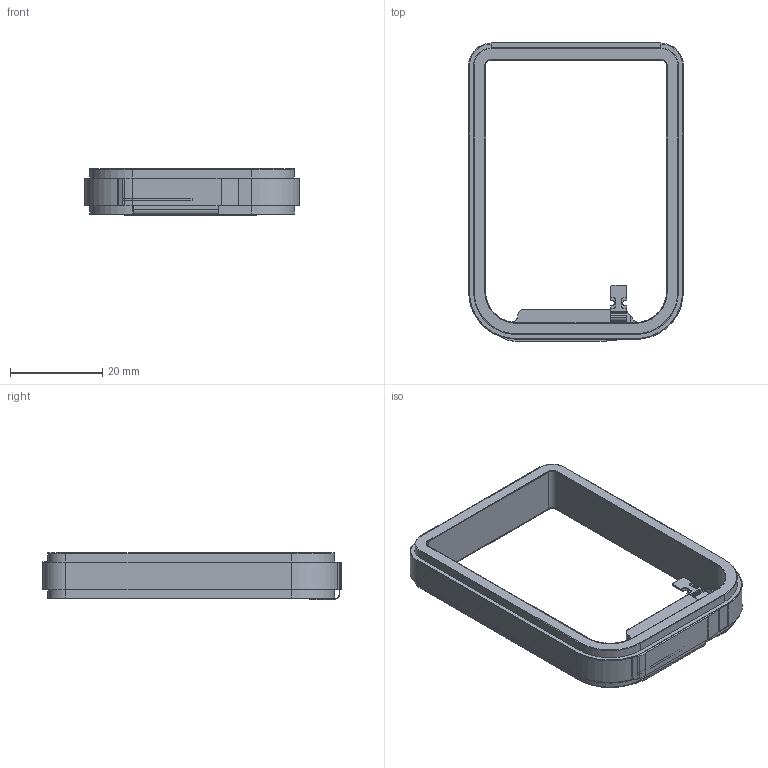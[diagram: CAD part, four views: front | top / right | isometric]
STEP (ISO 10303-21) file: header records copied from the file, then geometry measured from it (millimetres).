
FILE_DESCRIPTION (( 'STEP AP203' ), '1' );
FILE_NAME ('NNP-DWG-115-006-000 Power Module Coil Assembly.STEP', '2024-08-21T19:14:17', ( '' ), ( '' ), 'SwSTEP 2.0', 'SolidWorks 2024', '' );
FILE_SCHEMA (( 'CONFIG_CONTROL_DESIGN' ));
Length unit declared in the file: inch
Products named in the file (8): NNP-DWG-110-019-000 Capacitor, 0.47 uF; NNP-MAT-150-016-000 Lead Free Solder, 27 AWG; NNP-DWG-110-025-000 Recharge Coil; NNP-DWG-110-018-000 Capacitor, 0.22 uF; NNP-DWG-110-017-000 Power Module, Daughter Board; NNP-MAT-150-014-000 EPO-TEK 353ND; NNP-DWG-115-003-000 SA, Near Field PCB Assembly; NNP-DWG-115-006-000 Power Module Coil Assembly
Assembly tree (7 placements, depth 3):
  NNP-MAT-150-016-000 Lead Free Solder, 27 AWG
  NNP-MAT-150-014-000 EPO-TEK 353ND
  NNP-DWG-115-006-000 Power Module Coil Assembly
    NNP-DWG-115-003-000 SA, Near Field PCB Assembly
      NNP-DWG-110-017-000 Power Module, Daughter Board
      NNP-DWG-110-018-000 Capacitor, 0.22 uF  x2
      NNP-DWG-110-019-000 Capacitor, 0.47 uF  x2
    NNP-DWG-110-025-000 Recharge Coil
Bounding box: 46.46 x 64.5 x 10.32 mm (x, y, z)
Volume: 6614.4 mm3; surface area: 14978.5 mm2
Topology: 11 solids, 11 shells, 398 faces, 1009 edges, 646 vertices
Faces by surface type: plane 247, cylinder 125, torus 24, bspline 2
Entity records: 12031 total; most frequent: CARTESIAN_POINT 2128, DIRECTION 1929, ORIENTED_EDGE 1874, EDGE_CURVE 937, VECTOR 647, LINE 647, AXIS2_PLACEMENT_3D 641, VERTEX_POINT 598
